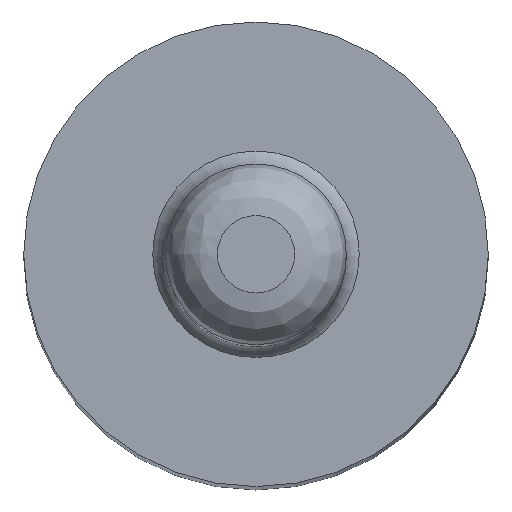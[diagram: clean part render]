
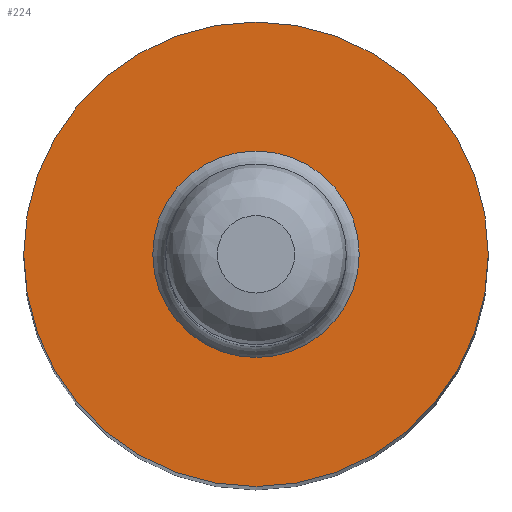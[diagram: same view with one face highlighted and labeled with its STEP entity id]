
A CAD part, top view. The second image highlights one B-rep face of the part: STEP entity #224.
In plain terms, the highlighted planar face has unit normal (0, 0, 1).
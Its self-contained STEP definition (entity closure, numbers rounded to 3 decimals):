
#18=FACE_BOUND('',#62,.T.);
#20=PLANE('',#269);
#43=FACE_OUTER_BOUND('',#61,.T.);
#61=EDGE_LOOP('',(#187));
#62=EDGE_LOOP('',(#188));
#91=CIRCLE('',#257,4.);
#98=CIRCLE('',#268,9.);
#113=VERTEX_POINT('',#387);
#118=VERTEX_POINT('',#432);
#133=EDGE_CURVE('',#113,#113,#91,.T.);
#141=EDGE_CURVE('',#118,#118,#98,.T.);
#187=ORIENTED_EDGE('',*,*,#141,.T.);
#188=ORIENTED_EDGE('',*,*,#133,.F.);
#224=ADVANCED_FACE('',(#43,#18),#20,.T.);
#257=AXIS2_PLACEMENT_3D('',#389,#308,#309);
#268=AXIS2_PLACEMENT_3D('',#433,#331,#332);
#269=AXIS2_PLACEMENT_3D('',#435,#334,#335);
#308=DIRECTION('center_axis',(0.,0.,1.));
#309=DIRECTION('ref_axis',(1.,0.,0.));
#331=DIRECTION('center_axis',(0.,0.,1.));
#332=DIRECTION('ref_axis',(1.,0.,0.));
#334=DIRECTION('center_axis',(0.,0.,1.));
#335=DIRECTION('ref_axis',(1.,0.,0.));
#387=CARTESIAN_POINT('',(-4.,0.,53.));
#389=CARTESIAN_POINT('Origin',(0.,0.,53.));
#432=CARTESIAN_POINT('',(-9.,0.,53.));
#433=CARTESIAN_POINT('Origin',(0.,0.,53.));
#435=CARTESIAN_POINT('Origin',(4.,0.,53.));
